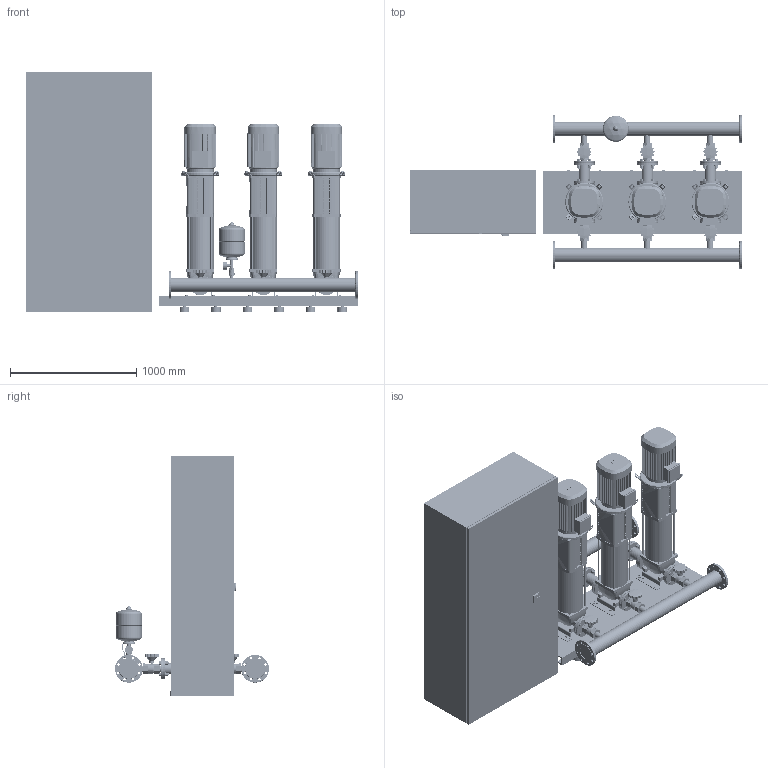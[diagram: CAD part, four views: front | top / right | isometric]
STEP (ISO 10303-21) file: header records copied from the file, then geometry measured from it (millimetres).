
FILE_DESCRIPTION((''),'2;1');
FILE_NAME('3d_COR-3HELIXV2208_K_CC-01-2530560.stp','2016-01-22T14:02:36',(''),(''),'Mechanical Desktop 2009','Mechanical Desktop 2009',', , ');
FILE_SCHEMA(('CONFIG_CONTROL_DESIGN'));
Length unit declared in the file: millimetre
Products named in the file (1): Product
Bounding box: 2630 x 1220 x 1900 mm (x, y, z)
Volume: 1168856768.1 mm3; surface area: 20924757.5 mm2
Topology: 167 solids, 167 shells, 6003 faces, 15311 edges, 9967 vertices
Faces by surface type: plane 2419, cylinder 1609, bspline 1477, cone 292, torus 198, sphere 8
Entity records: 201655 total; most frequent: CARTESIAN_POINT 56244, ORIENTED_EDGE 30610, DIRECTION 28796, EDGE_CURVE 15305, VERTEX_POINT 9963, AXIS2_PLACEMENT_3D 9716, VECTOR 9364, LINE 9364
